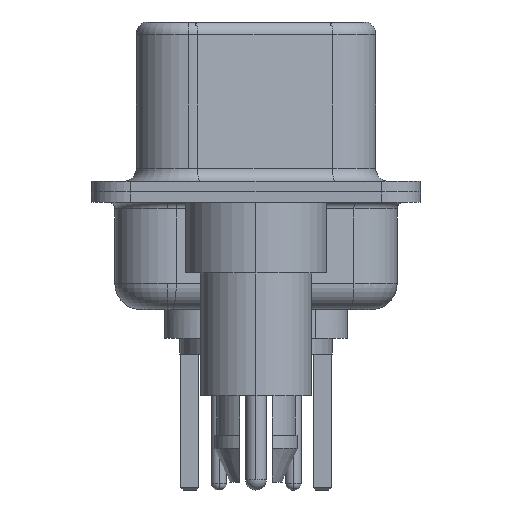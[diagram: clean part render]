
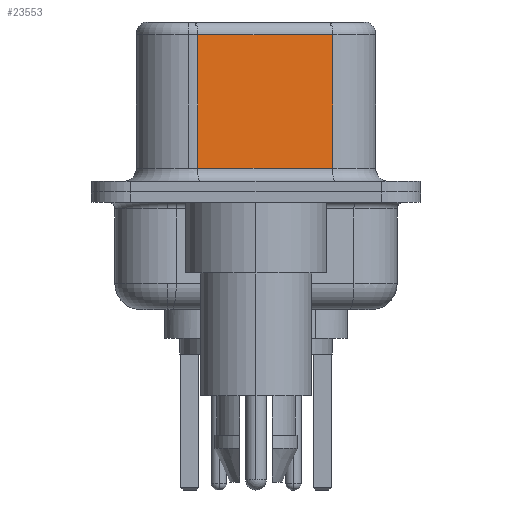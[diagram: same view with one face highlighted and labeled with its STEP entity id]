
A CAD part, left-side view. The second image highlights one B-rep face of the part: STEP entity #23553.
In plain terms, the highlighted planar face has unit normal (-0.985, -0.174, 0).
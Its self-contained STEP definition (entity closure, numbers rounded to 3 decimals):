
#25 = LINE ( 'NONE', #8641, #23971 ) ;
#259 = ORIENTED_EDGE ( 'NONE', *, *, #403, .F. ) ;
#403 = EDGE_CURVE ( 'NONE', #2339, #25049, #13999, .T. ) ;
#486 = CARTESIAN_POINT ( 'NONE',  ( 4.58, -2.927, 6.52 ) ) ;
#1086 = AXIS2_PLACEMENT_3D ( 'NONE', #486, #2754, #18515 ) ;
#1834 = DIRECTION ( 'NONE',  ( 0.174, -0.985, 0. ) ) ;
#2099 = CARTESIAN_POINT ( 'NONE',  ( 4.58, -2.927, 0.9 ) ) ;
#2143 = ORIENTED_EDGE ( 'NONE', *, *, #6726, .T. ) ;
#2339 = VERTEX_POINT ( 'NONE', #27538 ) ;
#2754 = DIRECTION ( 'NONE',  ( 0.985, 0.174, 0. ) ) ;
#3081 = VERTEX_POINT ( 'NONE', #10309 ) ;
#3600 = EDGE_LOOP ( 'NONE', ( #259, #2143, #4289, #20212 ) ) ;
#4289 = ORIENTED_EDGE ( 'NONE', *, *, #10475, .T. ) ;
#6726 = EDGE_CURVE ( 'NONE', #2339, #3081, #10373, .T. ) ;
#6965 = VERTEX_POINT ( 'NONE', #19562 ) ;
#7056 = EDGE_CURVE ( 'NONE', #6965, #25049, #18471, .T. ) ;
#7430 = CARTESIAN_POINT ( 'NONE',  ( 4.58, -2.927, 6.02 ) ) ;
#8641 = CARTESIAN_POINT ( 'NONE',  ( 3.67, 2.233, 6.52 ) ) ;
#9489 = FACE_OUTER_BOUND ( 'NONE', #3600, .T. ) ;
#10309 = CARTESIAN_POINT ( 'NONE',  ( 3.67, 2.233, 6.02 ) ) ;
#10373 = LINE ( 'NONE', #7430, #27611 ) ;
#10475 = EDGE_CURVE ( 'NONE', #3081, #6965, #25, .T. ) ;
#12440 = VECTOR ( 'NONE', #1834, 1000. ) ;
#13964 = PLANE ( 'NONE',  #1086 ) ;
#13999 = LINE ( 'NONE', #17275, #19995 ) ;
#17275 = CARTESIAN_POINT ( 'NONE',  ( 4.58, -2.927, 6.52 ) ) ;
#18471 = LINE ( 'NONE', #28785, #12440 ) ;
#18515 = DIRECTION ( 'NONE',  ( -0.174, 0.985, 0. ) ) ;
#19562 = CARTESIAN_POINT ( 'NONE',  ( 3.67, 2.233, 0.9 ) ) ;
#19995 = VECTOR ( 'NONE', #23601, 1000. ) ;
#20212 = ORIENTED_EDGE ( 'NONE', *, *, #7056, .T. ) ;
#23289 = DIRECTION ( 'NONE',  ( -0.174, 0.985, 0. ) ) ;
#23553 = ADVANCED_FACE ( 'NONE', ( #9489 ), #13964, .F. ) ;
#23601 = DIRECTION ( 'NONE',  ( 0., 0., -1. ) ) ;
#23971 = VECTOR ( 'NONE', #24388, 1000. ) ;
#24388 = DIRECTION ( 'NONE',  ( 0., 0., -1. ) ) ;
#25049 = VERTEX_POINT ( 'NONE', #2099 ) ;
#27538 = CARTESIAN_POINT ( 'NONE',  ( 4.58, -2.927, 6.02 ) ) ;
#27611 = VECTOR ( 'NONE', #23289, 1000. ) ;
#28785 = CARTESIAN_POINT ( 'NONE',  ( 4.58, -2.927, 0.9 ) ) ;
